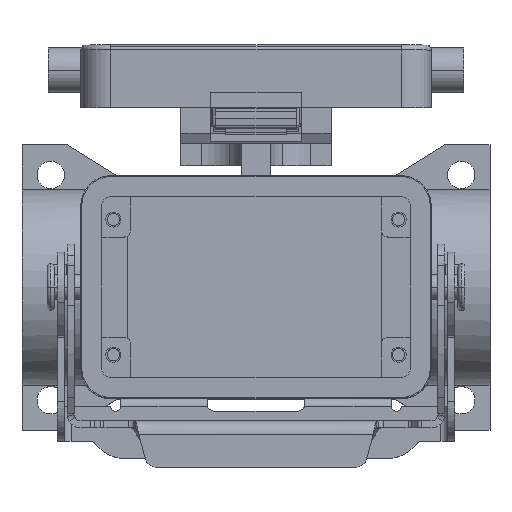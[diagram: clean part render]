
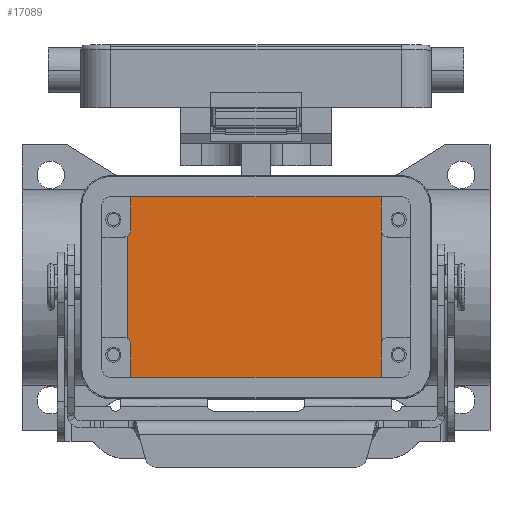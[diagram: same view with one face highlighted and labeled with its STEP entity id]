
A CAD part, top view. The second image highlights one B-rep face of the part: STEP entity #17089.
In plain terms, the highlighted planar face has unit normal (0, 0, 1).
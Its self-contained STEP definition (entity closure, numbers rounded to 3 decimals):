
#17016=CARTESIAN_POINT('',(0.0,0.,-62.0));
#17017=DIRECTION('',(0.0,0.0,1.0));
#17018=DIRECTION('',(1.0,0.0,0.0));
#17019=AXIS2_PLACEMENT_3D('',#17016,#17017,#17018);
#17020=PLANE('',#17019);
#17021=CARTESIAN_POINT('',(-25.75,10.201,-62.0));
#17022=VERTEX_POINT('',#17021);
#17023=CARTESIAN_POINT('',(-25.75,-10.201,-62.0));
#17024=VERTEX_POINT('',#17023);
#17025=CARTESIAN_POINT('',(-25.75,10.201,-62.0));
#17026=DIRECTION('',(0.0,-1.0,0.0));
#17027=VECTOR('',#17026,20.402);
#17028=LINE('',#17025,#17027);
#17029=EDGE_CURVE('',#17022,#17024,#17028,.T.);
#17030=ORIENTED_EDGE('',*,*,#17029,.T.);
#17031=CARTESIAN_POINT('',(-25.0,-11.5,-62.));
#17032=VERTEX_POINT('',#17031);
#17033=CARTESIAN_POINT('',(-26.5,-11.5,-62.0));
#17034=DIRECTION('',(0.0,0.0,-1.0));
#17035=DIRECTION('',(-1.0,0.0,0.0));
#17036=AXIS2_PLACEMENT_3D('',#17033,#17034,#17035);
#17037=CIRCLE('',#17036,1.5);
#17038=EDGE_CURVE('',#17024,#17032,#17037,.T.);
#17039=ORIENTED_EDGE('',*,*,#17038,.T.);
#17040=CARTESIAN_POINT('',(-25.0,-18.25,-62.));
#17041=VERTEX_POINT('',#17040);
#17042=CARTESIAN_POINT('',(-25.0,-11.5,-62.));
#17043=DIRECTION('',(0.0,-1.0,0.0));
#17044=VECTOR('',#17043,6.75);
#17045=LINE('',#17042,#17044);
#17046=EDGE_CURVE('',#17032,#17041,#17045,.T.);
#17047=ORIENTED_EDGE('',*,*,#17046,.T.);
#17048=CARTESIAN_POINT('',(25.0,-18.25,-62.));
#17049=VERTEX_POINT('',#17048);
#17050=CARTESIAN_POINT('',(-25.0,-18.25,-62.));
#17051=DIRECTION('',(1.0,0.0,0.0));
#17052=VECTOR('',#17051,50.0);
#17053=LINE('',#17050,#17052);
#17054=EDGE_CURVE('',#17041,#17049,#17053,.T.);
#17055=ORIENTED_EDGE('',*,*,#17054,.T.);
#17056=CARTESIAN_POINT('',(25.,18.25,-62.));
#17057=VERTEX_POINT('',#17056);
#17058=CARTESIAN_POINT('',(25.0,-18.25,-62.));
#17059=DIRECTION('',(0.0,1.0,0.0));
#17060=VECTOR('',#17059,36.5);
#17061=LINE('',#17058,#17060);
#17062=EDGE_CURVE('',#17049,#17057,#17061,.T.);
#17063=ORIENTED_EDGE('',*,*,#17062,.T.);
#17064=CARTESIAN_POINT('',(-25.0,18.25,-62.));
#17065=VERTEX_POINT('',#17064);
#17066=CARTESIAN_POINT('',(25.,18.25,-62.));
#17067=DIRECTION('',(-1.0,0.0,0.0));
#17068=VECTOR('',#17067,50.);
#17069=LINE('',#17066,#17068);
#17070=EDGE_CURVE('',#17057,#17065,#17069,.T.);
#17071=ORIENTED_EDGE('',*,*,#17070,.T.);
#17072=CARTESIAN_POINT('',(-25.,11.5,-62.));
#17073=VERTEX_POINT('',#17072);
#17074=CARTESIAN_POINT('',(-25.0,18.25,-62.));
#17075=DIRECTION('',(0.0,-1.0,0.0));
#17076=VECTOR('',#17075,6.75);
#17077=LINE('',#17074,#17076);
#17078=EDGE_CURVE('',#17065,#17073,#17077,.T.);
#17079=ORIENTED_EDGE('',*,*,#17078,.T.);
#17080=CARTESIAN_POINT('',(-26.5,11.5,-62.0));
#17081=DIRECTION('',(0.0,0.0,-1.0));
#17082=DIRECTION('',(0.0,-1.0,0.0));
#17083=AXIS2_PLACEMENT_3D('',#17080,#17081,#17082);
#17084=CIRCLE('',#17083,1.5);
#17085=EDGE_CURVE('',#17073,#17022,#17084,.T.);
#17086=ORIENTED_EDGE('',*,*,#17085,.T.);
#17087=EDGE_LOOP('',(#17030,#17039,#17047,#17055,#17063,#17071,#17079,#17086));
#17088=FACE_OUTER_BOUND('',#17087,.T.);
#17089=ADVANCED_FACE('',(#17088),#17020,.T.);
